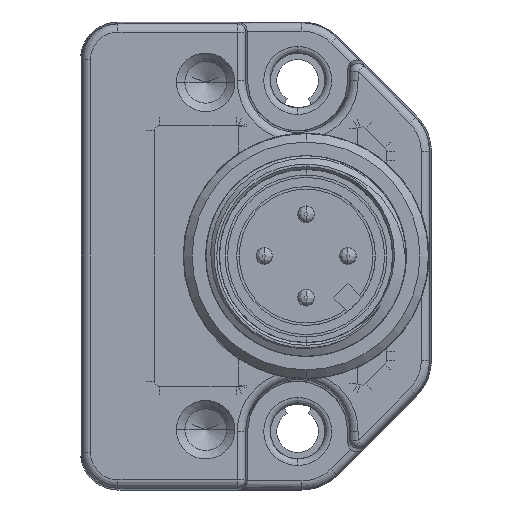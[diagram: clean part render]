
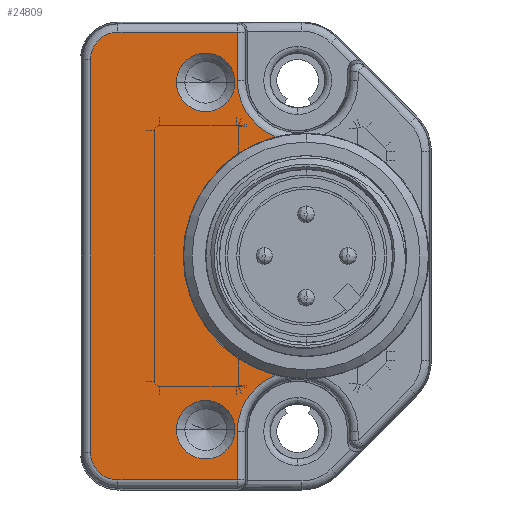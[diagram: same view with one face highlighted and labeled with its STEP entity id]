
A CAD part, left-side view. The second image highlights one B-rep face of the part: STEP entity #24809.
In plain terms, the highlighted planar face has unit normal (-1, 0, 0).
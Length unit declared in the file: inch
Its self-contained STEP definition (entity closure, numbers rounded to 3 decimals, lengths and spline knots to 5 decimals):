
#1881=CARTESIAN_POINT('',(-0.49213,0.31496,
-0.41339));
#1882=DIRECTION('',(1.,0.,0.));
#1883=DIRECTION('',(0.,1.,0.));
#1884=AXIS2_PLACEMENT_3D('',#1881,#1882,#1883);
#1886=DIRECTION('',(0.,0.,1.));
#1887=VECTOR('',#1886,0.11399);
#1888=CARTESIAN_POINT('',(-0.49213,0.45723,
-0.52737));
#1889=LINE('',#1888,#1887);
#1890=DIRECTION('',(0.,-1.,0.));
#1891=VECTOR('',#1890,0.28096);
#1892=CARTESIAN_POINT('',(-0.49213,0.73819,
-0.52737));
#1893=LINE('',#1892,#1891);
#1894=CARTESIAN_POINT('',(-0.49213,0.73819,
-0.4626));
#1895=DIRECTION('',(-1.,0.,0.));
#1896=DIRECTION('',(0.,1.,0.));
#1897=AXIS2_PLACEMENT_3D('',#1894,#1895,#1896);
#1899=DIRECTION('',(0.,0.,-1.));
#1900=VECTOR('',#1899,0.9252);
#1901=CARTESIAN_POINT('',(-0.49213,0.80296,
0.4626));
#1902=LINE('',#1901,#1900);
#1903=CARTESIAN_POINT('',(-0.49213,0.73819,
0.4626));
#1904=DIRECTION('',(-1.,0.,0.));
#1905=DIRECTION('',(0.,0.,1.));
#1906=AXIS2_PLACEMENT_3D('',#1903,#1904,#1905);
#1908=DIRECTION('',(0.,1.,0.));
#1909=VECTOR('',#1908,0.28096);
#1910=CARTESIAN_POINT('',(-0.49213,0.45723,
0.52737));
#1911=LINE('',#1910,#1909);
#1912=DIRECTION('',(0.,0.,1.));
#1913=VECTOR('',#1912,0.11399);
#1914=CARTESIAN_POINT('',(-0.49213,0.45723,
0.41339));
#1915=LINE('',#1914,#1913);
#1916=CARTESIAN_POINT('',(-0.49213,0.31496,
0.41339));
#1917=DIRECTION('',(1.,0.,0.));
#1918=DIRECTION('',(0.,0.359,-0.933));
#1919=AXIS2_PLACEMENT_3D('',#1916,#1917,#1918);
#1921=CARTESIAN_POINT('',(-0.49213,0.29528,0.));
#1922=DIRECTION('',(-1.,0.,0.));
#1923=DIRECTION('',(0.,0.244,0.97));
#1924=AXIS2_PLACEMENT_3D('',#1921,#1922,#1923);
#1926=CARTESIAN_POINT('',(-0.49213,0.5315,
-0.40915));
#1927=DIRECTION('',(1.,0.,0.));
#1928=DIRECTION('',(0.,1.,0.));
#1929=AXIS2_PLACEMENT_3D('',#1926,#1927,#1928);
#1931=CARTESIAN_POINT('',(-0.49213,0.5315,
-0.40915));
#1932=DIRECTION('',(1.,0.,0.));
#1933=DIRECTION('',(0.,-1.,0.));
#1934=AXIS2_PLACEMENT_3D('',#1931,#1932,#1933);
#1936=CARTESIAN_POINT('',(-0.49213,0.5315,
0.40915));
#1937=DIRECTION('',(1.,0.,0.));
#1938=DIRECTION('',(0.,1.,0.));
#1939=AXIS2_PLACEMENT_3D('',#1936,#1937,#1938);
#1941=CARTESIAN_POINT('',(-0.49213,0.5315,
0.40915));
#1942=DIRECTION('',(1.,0.,0.));
#1943=DIRECTION('',(0.,-1.,0.));
#1944=AXIS2_PLACEMENT_3D('',#1941,#1942,#1943);
#19563=CARTESIAN_POINT('',(-0.49213,0.80296,
-0.4626));
#19564=CARTESIAN_POINT('',(-0.49213,0.73819,
-0.52737));
#19565=VERTEX_POINT('',#19563);
#19566=VERTEX_POINT('',#19564);
#19571=CARTESIAN_POINT('',(-0.49213,0.80296,
0.4626));
#19572=VERTEX_POINT('',#19571);
#19575=CARTESIAN_POINT('',(-0.49213,0.73819,
0.52737));
#19576=VERTEX_POINT('',#19575);
#19599=CARTESIAN_POINT('',(-0.49213,0.60039,
-0.40915));
#19600=CARTESIAN_POINT('',(-0.49213,0.4626,
-0.40915));
#19601=VERTEX_POINT('',#19599);
#19602=VERTEX_POINT('',#19600);
#19607=CARTESIAN_POINT('',(-0.49213,0.60039,
0.40915));
#19608=CARTESIAN_POINT('',(-0.49213,0.4626,
0.40915));
#19609=VERTEX_POINT('',#19607);
#19610=VERTEX_POINT('',#19608);
#19643=CARTESIAN_POINT('',(-0.49213,0.45723,
-0.41339));
#19644=CARTESIAN_POINT('',(-0.49213,0.366,
-0.28059));
#19645=VERTEX_POINT('',#19643);
#19646=VERTEX_POINT('',#19644);
#19647=CARTESIAN_POINT('',(-0.49213,0.45723,
-0.52737));
#19648=VERTEX_POINT('',#19647);
#19671=CARTESIAN_POINT('',(-0.49213,0.366,
0.28059));
#19672=CARTESIAN_POINT('',(-0.49213,0.45723,
0.41339));
#19673=VERTEX_POINT('',#19671);
#19674=VERTEX_POINT('',#19672);
#19675=CARTESIAN_POINT('',(-0.49213,0.45723,
0.52737));
#19676=VERTEX_POINT('',#19675);
#24772=CARTESIAN_POINT('',(-0.49213,0.,0.));
#24773=DIRECTION('',(-1.,0.,0.));
#24774=DIRECTION('',(0.,0.,1.));
#24775=AXIS2_PLACEMENT_3D('',#24772,#24773,#24774);
#24776=PLANE('',#24775);
#24778=ORIENTED_EDGE('',*,*,#24777,.F.);
#24779=ORIENTED_EDGE('',*,*,#24762,.F.);
#24780=ORIENTED_EDGE('',*,*,#24739,.F.);
#24782=ORIENTED_EDGE('',*,*,#24781,.F.);
#24784=ORIENTED_EDGE('',*,*,#24783,.F.);
#24786=ORIENTED_EDGE('',*,*,#24785,.F.);
#24788=ORIENTED_EDGE('',*,*,#24787,.F.);
#24790=ORIENTED_EDGE('',*,*,#24789,.F.);
#24792=ORIENTED_EDGE('',*,*,#24791,.F.);
#24794=ORIENTED_EDGE('',*,*,#24793,.T.);
#24795=EDGE_LOOP('',(#24778,#24779,#24780,#24782,#24784,#24786,#24788,#24790,
#24792,#24794));
#24796=FACE_OUTER_BOUND('',#24795,.F.);
#24798=ORIENTED_EDGE('',*,*,#24797,.F.);
#24800=ORIENTED_EDGE('',*,*,#24799,.F.);
#24801=EDGE_LOOP('',(#24798,#24800));
#24802=FACE_BOUND('',#24801,.F.);
#24804=ORIENTED_EDGE('',*,*,#24803,.F.);
#24806=ORIENTED_EDGE('',*,*,#24805,.F.);
#24807=EDGE_LOOP('',(#24804,#24806));
#24808=FACE_BOUND('',#24807,.F.);
#24809=ADVANCED_FACE('',(#24796,#24802,#24808),#24776,.T.);
#1885=CIRCLE('',#1884,0.14227);
#1898=CIRCLE('',#1897,0.06477);
#1907=CIRCLE('',#1906,0.06477);
#1920=CIRCLE('',#1919,0.14227);
#1925=CIRCLE('',#1924,0.28937);
#1930=CIRCLE('',#1929,0.0689);
#1935=CIRCLE('',#1934,0.0689);
#1940=CIRCLE('',#1939,0.0689);
#1945=CIRCLE('',#1944,0.0689);
#24739=EDGE_CURVE('',#19566,#19648,#1893,.T.);
#24762=EDGE_CURVE('',#19648,#19645,#1889,.T.);
#24777=EDGE_CURVE('',#19645,#19646,#1885,.T.);
#24781=EDGE_CURVE('',#19565,#19566,#1898,.T.);
#24783=EDGE_CURVE('',#19572,#19565,#1902,.T.);
#24785=EDGE_CURVE('',#19576,#19572,#1907,.T.);
#24787=EDGE_CURVE('',#19676,#19576,#1911,.T.);
#24789=EDGE_CURVE('',#19674,#19676,#1915,.T.);
#24791=EDGE_CURVE('',#19673,#19674,#1920,.T.);
#24793=EDGE_CURVE('',#19673,#19646,#1925,.T.);
#24797=EDGE_CURVE('',#19601,#19602,#1930,.T.);
#24799=EDGE_CURVE('',#19602,#19601,#1935,.T.);
#24803=EDGE_CURVE('',#19609,#19610,#1940,.T.);
#24805=EDGE_CURVE('',#19610,#19609,#1945,.T.);
